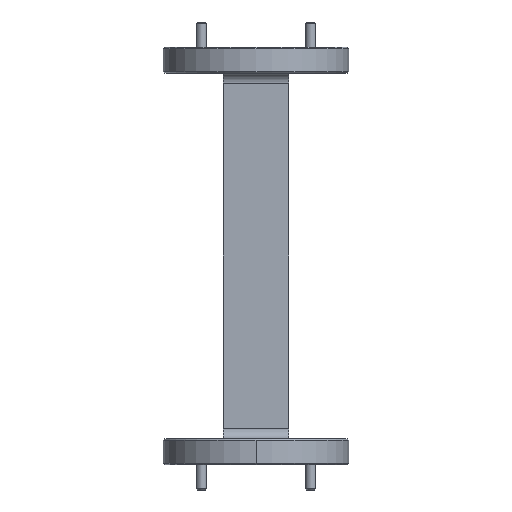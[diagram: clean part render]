
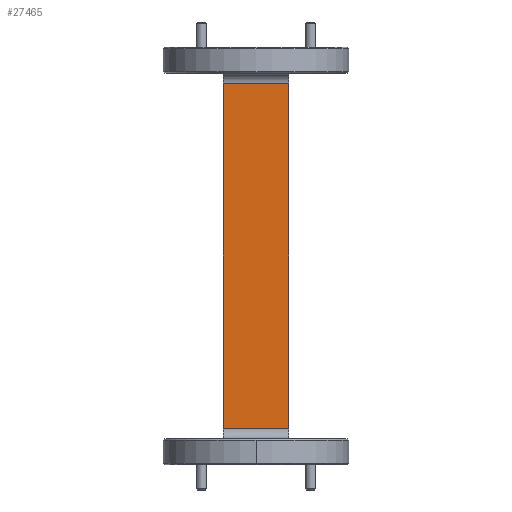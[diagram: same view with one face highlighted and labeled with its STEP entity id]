
A CAD part, front view. The second image highlights one B-rep face of the part: STEP entity #27465.
In plain terms, the highlighted planar face has unit normal (0, -1, 0).
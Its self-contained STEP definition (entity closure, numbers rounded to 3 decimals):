
#332 = CARTESIAN_POINT ( 'NONE',  ( -20.828, -36.961, 49.953 ) ) ;
#1014 = VERTEX_POINT ( 'NONE', #19832 ) ;
#1645 = CARTESIAN_POINT ( 'NONE',  ( -25.908, -36.961, 30.242 ) ) ;
#1888 = ORIENTED_EDGE ( 'NONE', *, *, #29772, .F. ) ;
#2760 = CARTESIAN_POINT ( 'NONE',  ( -3.048, -36.961, 30.242 ) ) ;
#4048 = DIRECTION ( 'NONE',  ( 0., 0., -1. ) ) ;
#4356 = CARTESIAN_POINT ( 'NONE',  ( -15.748, -36.961, 49.953 ) ) ;
#4917 = AXIS2_PLACEMENT_3D ( 'NONE', #2760, #25905, #7598 ) ;
#5038 = ORIENTED_EDGE ( 'NONE', *, *, #24346, .F. ) ;
#7598 = DIRECTION ( 'NONE',  ( 0., 0., -1. ) ) ;
#8586 = CARTESIAN_POINT ( 'NONE',  ( -15.748, -36.961, 51.54 ) ) ;
#9814 = DIRECTION ( 'NONE',  ( 1., 0., 0. ) ) ;
#9882 = VERTEX_POINT ( 'NONE', #15023 ) ;
#10123 = VERTEX_POINT ( 'NONE', #16957 ) ;
#10567 = EDGE_CURVE ( 'NONE', #13539, #9882, #28452, .T. ) ;
#10848 = ORIENTED_EDGE ( 'NONE', *, *, #10567, .T. ) ;
#10866 = DIRECTION ( 'NONE',  ( 0., 0., 1. ) ) ;
#11003 = VECTOR ( 'NONE', #4048, 1000. ) ;
#11779 = VECTOR ( 'NONE', #9814, 1000. ) ;
#11967 = EDGE_CURVE ( 'NONE', #10123, #1014, #23590, .T. ) ;
#12286 = FACE_OUTER_BOUND ( 'NONE', #28493, .T. ) ;
#13539 = VERTEX_POINT ( 'NONE', #4356 ) ;
#14234 = PLANE ( 'NONE',  #4917 ) ;
#14940 = LINE ( 'NONE', #1645, #24603 ) ;
#15023 = CARTESIAN_POINT ( 'NONE',  ( -25.908, -36.961, 49.953 ) ) ;
#16595 = CARTESIAN_POINT ( 'NONE',  ( -15.748, -36.961, -3.167 ) ) ;
#16957 = CARTESIAN_POINT ( 'NONE',  ( -25.908, -36.961, -3.167 ) ) ;
#17635 = LINE ( 'NONE', #8586, #11003 ) ;
#19832 = CARTESIAN_POINT ( 'NONE',  ( -15.748, -36.961, -3.167 ) ) ;
#23130 = VECTOR ( 'NONE', #23911, 1000. ) ;
#23590 = LINE ( 'NONE', #16595, #11779 ) ;
#23643 = ORIENTED_EDGE ( 'NONE', *, *, #11967, .T. ) ;
#23911 = DIRECTION ( 'NONE',  ( -1., 0., 0. ) ) ;
#24346 = EDGE_CURVE ( 'NONE', #10123, #9882, #14940, .T. ) ;
#24603 = VECTOR ( 'NONE', #10866, 1000. ) ;
#25905 = DIRECTION ( 'NONE',  ( 0., -1., 0. ) ) ;
#27465 = ADVANCED_FACE ( 'NONE', ( #12286 ), #14234, .T. ) ;
#28452 = LINE ( 'NONE', #332, #23130 ) ;
#28493 = EDGE_LOOP ( 'NONE', ( #10848, #5038, #23643, #1888 ) ) ;
#29772 = EDGE_CURVE ( 'NONE', #13539, #1014, #17635, .T. ) ;
